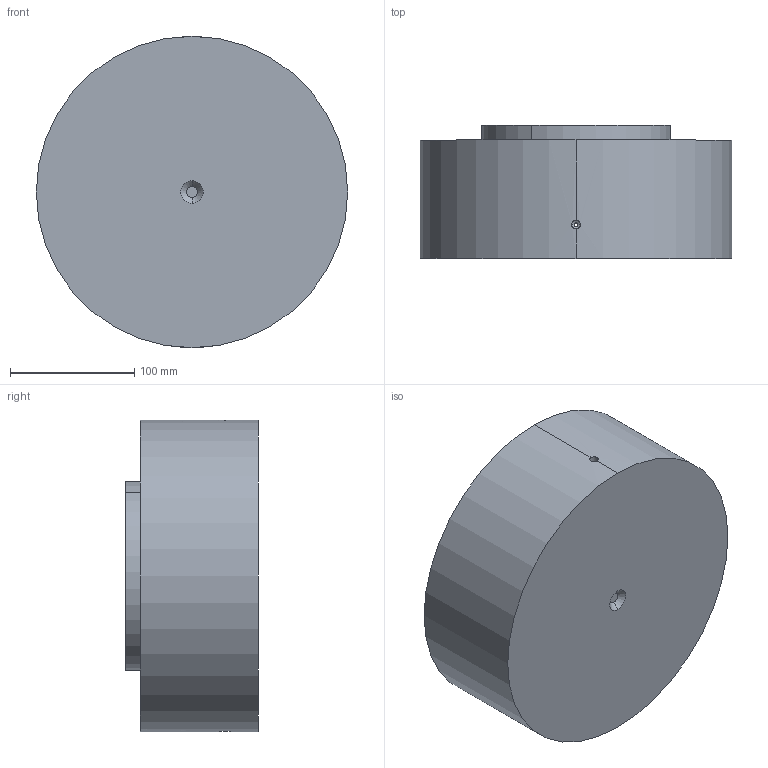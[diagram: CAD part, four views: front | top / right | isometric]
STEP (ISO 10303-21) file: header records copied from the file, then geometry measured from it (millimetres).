
FILE_DESCRIPTION (( 'STEP AP203' ), '1' );
FILE_NAME ('FP-200K-ASSEMBLY.STEP', '2022-05-24T18:26:47', ( '' ), ( '' ), 'SwSTEP 2.0', 'SolidWorks 2018', '' );
FILE_SCHEMA (( 'CONFIG_CONTROL_DESIGN' ));
Length unit declared in the file: inch
Products named in the file (4): FP-200K-ASSEMBLY; FP-200K-BODY; 99142A850_BLACK-FINISH STEEL INTERNAL RETAINING RING-200K_99142A850; FP-200K-PUCK
Assembly tree (3 placements, depth 2):
  FP-200K-ASSEMBLY
    FP-200K-BODY
    FP-200K-PUCK
    99142A850_BLACK-FINISH STEEL INTERNAL RETAINING RING-200K_99142A850
Bounding box: 250.82 x 107.09 x 250.82 mm (x, y, z)
Volume: 4521444 mm3; surface area: 368231 mm2
Topology: 3 solids, 3 shells, 72 faces, 170 edges, 109 vertices
Faces by surface type: cylinder 41, plane 21, cone 10
Entity records: 2732 total; most frequent: CARTESIAN_POINT 597, DIRECTION 392, ORIENTED_EDGE 336, EDGE_CURVE 168, AXIS2_PLACEMENT_3D 162, VERTEX_POINT 109, EDGE_LOOP 87, CIRCLE 84
